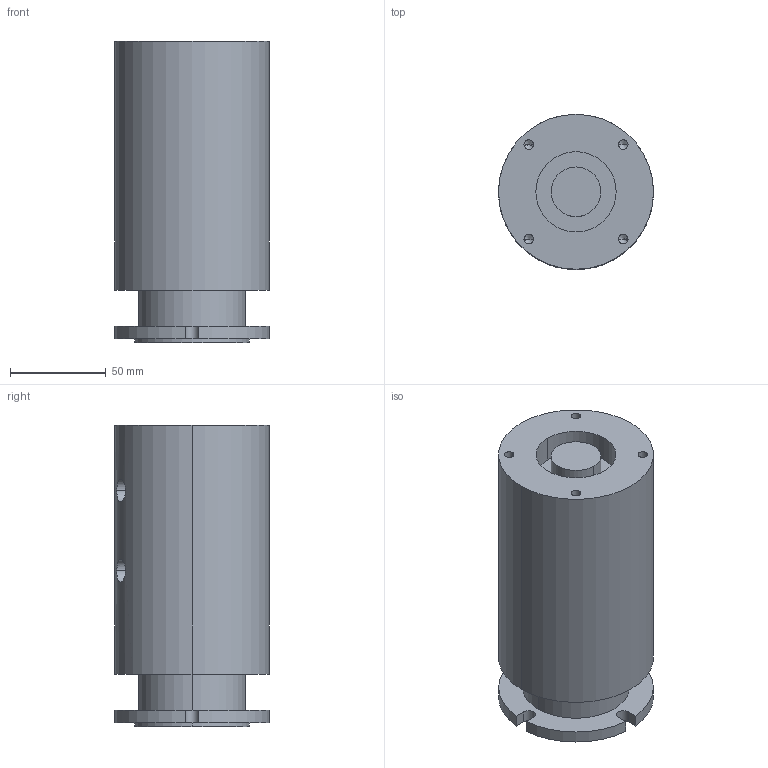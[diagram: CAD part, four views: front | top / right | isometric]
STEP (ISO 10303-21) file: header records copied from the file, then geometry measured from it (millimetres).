
FILE_DESCRIPTION (( 'STEP AP203' ), '1' );
FILE_NAME ('Áã¼þ1.STEP', '2020-07-21T02:08:13', ( 'gongcheng1' ), ( '' ), 'SwSTEP 2.0', 'SolidWorks 2014', '' );
FILE_SCHEMA (( 'CONFIG_CONTROL_DESIGN' ));
Length unit declared in the file: millimetre
Products named in the file (1): 錨璃1
Bounding box: 81 x 81 x 157.4 mm (x, y, z)
Volume: 712267.5 mm3; surface area: 69642.9 mm2
Topology: 1 solids, 1 shells, 106 faces, 249 edges, 146 vertices
Faces by surface type: cylinder 59, cone 24, plane 23
Entity records: 3268 total; most frequent: CARTESIAN_POINT 802, DIRECTION 541, ORIENTED_EDGE 450, EDGE_CURVE 225, AXIS2_PLACEMENT_3D 217, VERTEX_POINT 146, EDGE_LOOP 131, CIRCLE 110
